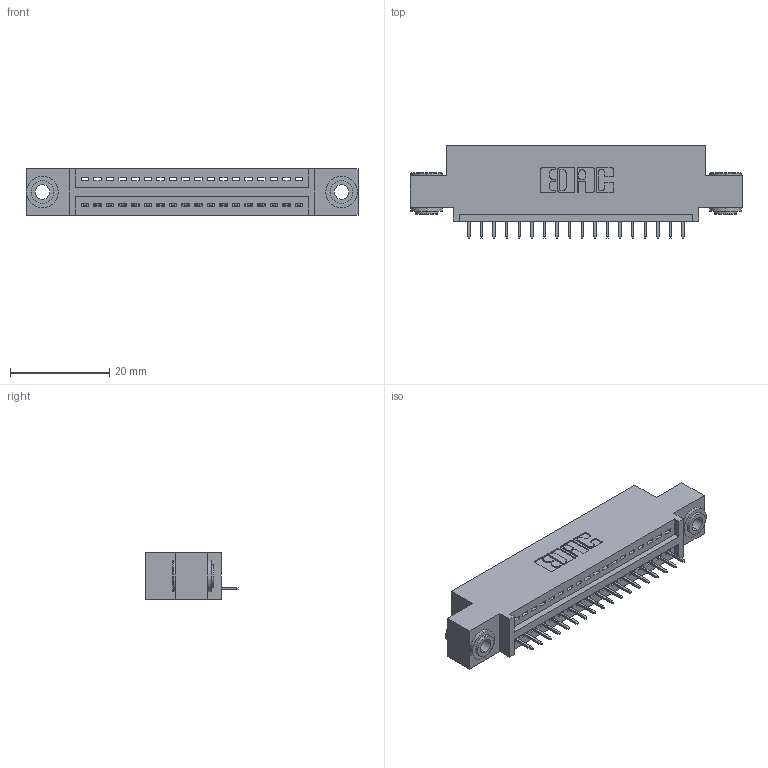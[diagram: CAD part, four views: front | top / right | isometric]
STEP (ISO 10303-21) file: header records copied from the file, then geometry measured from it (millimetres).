
FILE_DESCRIPTION (( 'STEP AP203' ), '1' );
FILE_NAME ('845-018-525-403.STEP', '2020-09-22T19:14:53', ( '' ), ( '' ), 'SwSTEP 2.0', 'SolidWorks 2020', '' );
FILE_SCHEMA (( 'CONFIG_CONTROL_DESIGN' ));
Length unit declared in the file: inch
Products named in the file (4): 845-018-525-403; 345-292-001_345-293-125; 345-250-002_345-250-002-102; 845 Part_0.110 Offset - 0.156 Dia-TH
Assembly tree (21 placements, depth 2):
  845-018-525-403
    845 Part_0.110 Offset - 0.156 Dia-TH
    345-292-001_345-293-125  x18
    345-250-002_345-250-002-102  x2
Bounding box: 66.93 x 18.72 x 9.4 mm (x, y, z)
Volume: 6032.9 mm3; surface area: 7742.3 mm2
Topology: 21 solids, 21 shells, 1284 faces, 3669 edges, 2370 vertices
Faces by surface type: plane 922, cylinder 354, cone 8
Entity records: 17634 total; most frequent: CARTESIAN_POINT 3033, ORIENTED_EDGE 2978, DIRECTION 2715, EDGE_CURVE 1489, VECTOR 1265, LINE 1265, VERTEX_POINT 986, AXIS2_PLACEMENT_3D 725
